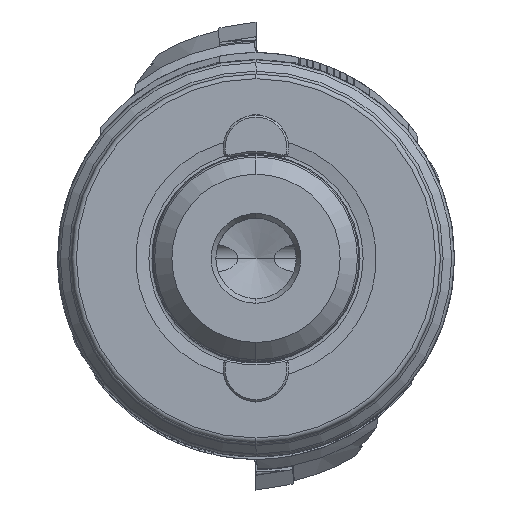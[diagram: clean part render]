
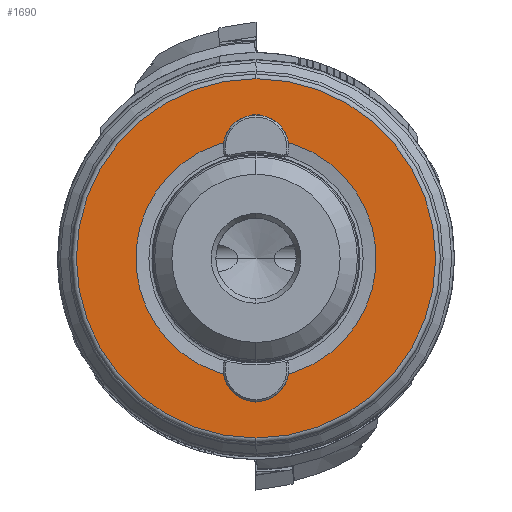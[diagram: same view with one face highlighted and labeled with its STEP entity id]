
A CAD part, left-side view. The second image highlights one B-rep face of the part: STEP entity #1690.
In plain terms, the highlighted planar face has unit normal (-1, 0, 0).
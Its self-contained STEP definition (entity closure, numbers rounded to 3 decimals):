
#60 = AXIS2_PLACEMENT_3D ( 'NONE', #20246, #50437, #24559 ) ;
#1646 = VERTEX_POINT ( 'NONE', #4298 ) ;
#1690 = ADVANCED_FACE ( 'NONE', ( #24251, #12821 ), #3008, .F. ) ;
#2087 = ORIENTED_EDGE ( 'NONE', *, *, #39923, .F. ) ;
#2327 = CIRCLE ( 'NONE', #60, 2. ) ;
#2422 = ORIENTED_EDGE ( 'NONE', *, *, #18073, .T. ) ;
#2463 = DIRECTION ( 'NONE',  ( -1., 0., 0. ) ) ;
#2837 = DIRECTION ( 'NONE',  ( 0., 0., -1. ) ) ;
#2903 = DIRECTION ( 'NONE',  ( 1., 0., 0. ) ) ;
#2978 = ORIENTED_EDGE ( 'NONE', *, *, #45771, .F. ) ;
#3008 = PLANE ( 'NONE',  #9107 ) ;
#3185 = CARTESIAN_POINT ( 'NONE',  ( 0., 12.715, 0. ) ) ;
#3382 = DIRECTION ( 'NONE',  ( 0., 0., 1. ) ) ;
#4298 = CARTESIAN_POINT ( 'NONE',  ( 0., 1.899, 12.572 ) ) ;
#5437 = VERTEX_POINT ( 'NONE', #7934 ) ;
#6483 = ORIENTED_EDGE ( 'NONE', *, *, #11770, .F. ) ;
#7482 = EDGE_LOOP ( 'NONE', ( #35455, #2422 ) ) ;
#7503 = DIRECTION ( 'NONE',  ( -1., 0., 0. ) ) ;
#7934 = CARTESIAN_POINT ( 'NONE',  ( 0., -1.899, -12.572 ) ) ;
#8146 = CARTESIAN_POINT ( 'NONE',  ( 0., 0., 13.2 ) ) ;
#8337 = EDGE_CURVE ( 'NONE', #1646, #47150, #25824, .T. ) ;
#9107 = AXIS2_PLACEMENT_3D ( 'NONE', #3185, #2903, #2837 ) ;
#9609 = CARTESIAN_POINT ( 'NONE',  ( 0., 0., -13.2 ) ) ;
#11326 = VERTEX_POINT ( 'NONE', #16913 ) ;
#11770 = EDGE_CURVE ( 'NONE', #54727, #1646, #2327, .T. ) ;
#12498 = EDGE_LOOP ( 'NONE', ( #2087, #49667, #26961, #30359, #6483, #2978 ) ) ;
#12520 = DIRECTION ( 'NONE',  ( 0., 0., 1. ) ) ;
#12821 = FACE_OUTER_BOUND ( 'NONE', #7482, .T. ) ;
#13980 = DIRECTION ( 'NONE',  ( 0., 0., 1. ) ) ;
#14187 = CARTESIAN_POINT ( 'NONE',  ( 0., 0., 0. ) ) ;
#14850 = CIRCLE ( 'NONE', #36680, 19. ) ;
#15119 = AXIS2_PLACEMENT_3D ( 'NONE', #9609, #39717, #13980 ) ;
#16913 = CARTESIAN_POINT ( 'NONE',  ( 0., 0., -15.2 ) ) ;
#18073 = EDGE_CURVE ( 'NONE', #25210, #18285, #14850, .T. ) ;
#18285 = VERTEX_POINT ( 'NONE', #52226 ) ;
#18485 = DIRECTION ( 'NONE',  ( 0., 0., 1. ) ) ;
#18569 = DIRECTION ( 'NONE',  ( -1., 0., 0. ) ) ;
#20246 = CARTESIAN_POINT ( 'NONE',  ( 0., 0., 13.2 ) ) ;
#22366 = EDGE_CURVE ( 'NONE', #47150, #11326, #43571, .T. ) ;
#24251 = FACE_BOUND ( 'NONE', #12498, .T. ) ;
#24559 = DIRECTION ( 'NONE',  ( 0., 0., 1. ) ) ;
#24575 = CARTESIAN_POINT ( 'NONE',  ( 0., -1.899, 12.572 ) ) ;
#25210 = VERTEX_POINT ( 'NONE', #45670 ) ;
#25824 = CIRCLE ( 'NONE', #27801, 12.715 ) ;
#26961 = ORIENTED_EDGE ( 'NONE', *, *, #22366, .F. ) ;
#27348 = AXIS2_PLACEMENT_3D ( 'NONE', #8146, #38289, #12520 ) ;
#27801 = AXIS2_PLACEMENT_3D ( 'NONE', #14187, #44260, #18485 ) ;
#28364 = CARTESIAN_POINT ( 'NONE',  ( 0., 0., 0. ) ) ;
#29237 = DIRECTION ( 'NONE',  ( -1., 0., 0. ) ) ;
#29341 = CIRCLE ( 'NONE', #15119, 2. ) ;
#30359 = ORIENTED_EDGE ( 'NONE', *, *, #8337, .F. ) ;
#32643 = DIRECTION ( 'NONE',  ( 0., 0., 1. ) ) ;
#32648 = CIRCLE ( 'NONE', #34035, 12.715 ) ;
#33297 = CARTESIAN_POINT ( 'NONE',  ( 0., 0., 0. ) ) ;
#34035 = AXIS2_PLACEMENT_3D ( 'NONE', #44340, #18569, #48738 ) ;
#34704 = AXIS2_PLACEMENT_3D ( 'NONE', #55127, #29237, #3382 ) ;
#35455 = ORIENTED_EDGE ( 'NONE', *, *, #50229, .T. ) ;
#36680 = AXIS2_PLACEMENT_3D ( 'NONE', #33297, #7503, #37657 ) ;
#37225 = CARTESIAN_POINT ( 'NONE',  ( 0., 0., 15.2 ) ) ;
#37657 = DIRECTION ( 'NONE',  ( 0., 0., 1. ) ) ;
#38289 = DIRECTION ( 'NONE',  ( -1., 0., 0. ) ) ;
#38444 = CIRCLE ( 'NONE', #42670, 19. ) ;
#39717 = DIRECTION ( 'NONE',  ( -1., 0., 0. ) ) ;
#39923 = EDGE_CURVE ( 'NONE', #5437, #52987, #32648, .T. ) ;
#42670 = AXIS2_PLACEMENT_3D ( 'NONE', #28364, #2463, #32643 ) ;
#43571 = CIRCLE ( 'NONE', #34704, 2. ) ;
#44260 = DIRECTION ( 'NONE',  ( -1., 0., 0. ) ) ;
#44340 = CARTESIAN_POINT ( 'NONE',  ( 0., 0., 0. ) ) ;
#45670 = CARTESIAN_POINT ( 'NONE',  ( 0., 0., -19. ) ) ;
#45771 = EDGE_CURVE ( 'NONE', #52987, #54727, #46380, .T. ) ;
#46380 = CIRCLE ( 'NONE', #27348, 2. ) ;
#47150 = VERTEX_POINT ( 'NONE', #52084 ) ;
#48738 = DIRECTION ( 'NONE',  ( 0., 0., 1. ) ) ;
#49667 = ORIENTED_EDGE ( 'NONE', *, *, #54178, .F. ) ;
#50229 = EDGE_CURVE ( 'NONE', #18285, #25210, #38444, .T. ) ;
#50437 = DIRECTION ( 'NONE',  ( -1., 0., 0. ) ) ;
#52084 = CARTESIAN_POINT ( 'NONE',  ( 0., 1.899, -12.572 ) ) ;
#52226 = CARTESIAN_POINT ( 'NONE',  ( 0., 0., 19. ) ) ;
#52987 = VERTEX_POINT ( 'NONE', #24575 ) ;
#54178 = EDGE_CURVE ( 'NONE', #11326, #5437, #29341, .T. ) ;
#54727 = VERTEX_POINT ( 'NONE', #37225 ) ;
#55127 = CARTESIAN_POINT ( 'NONE',  ( 0., 0., -13.2 ) ) ;
